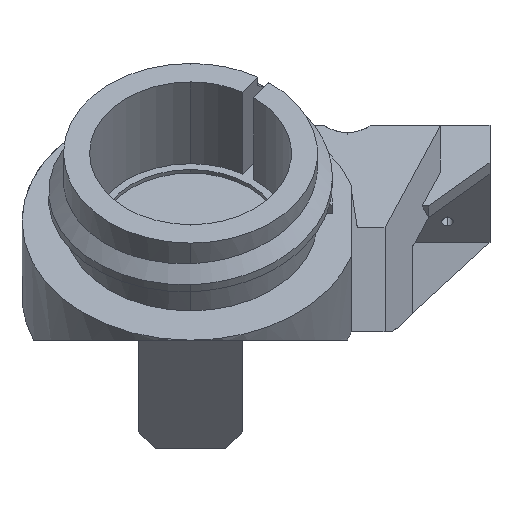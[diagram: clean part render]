
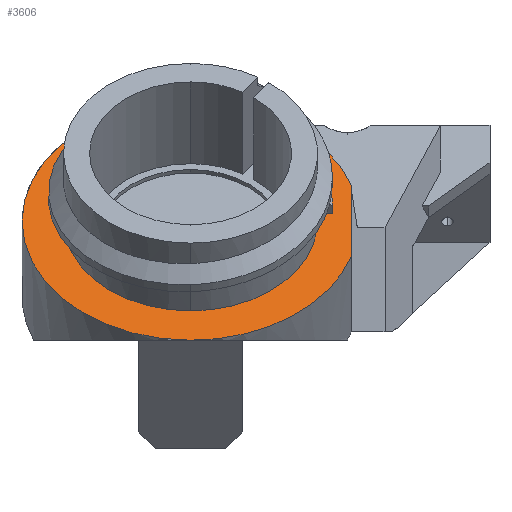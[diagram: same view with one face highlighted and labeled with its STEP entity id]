
A CAD part, left-side view. The second image highlights one B-rep face of the part: STEP entity #3606.
In plain terms, the highlighted planar face has unit normal (-0.707, 0, 0.707).
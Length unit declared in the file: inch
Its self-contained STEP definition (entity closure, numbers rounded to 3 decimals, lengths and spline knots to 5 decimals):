
#18 = CARTESIAN_POINT ( 'NONE',  ( -0.30729, -0.20386, -0.08105 ) ) ;
#63 = DIRECTION ( 'NONE',  ( -0.707, 0., 0.707 ) ) ;
#64 = CARTESIAN_POINT ( 'NONE',  ( -0.53781, 0., -0.31157 ) ) ;
#65 = AXIS2_PLACEMENT_3D ( 'NONE', #64, #63, #133 ) ;
#66 = CIRCLE ( 'NONE', #65, 0.3845 ) ;
#133 = DIRECTION ( 'NONE',  ( 0.707, 0., 0.707 ) ) ;
#342 = CARTESIAN_POINT ( 'NONE',  ( -0.80969, 0., -0.58346 ) ) ;
#343 = CARTESIAN_POINT ( 'NONE',  ( -0.26593, 0., -0.03969 ) ) ;
#344 = DIRECTION ( 'NONE',  ( 0.707, 0., 0.707 ) ) ;
#345 = DIRECTION ( 'NONE',  ( -0.707, 0., 0.707 ) ) ;
#346 = AXIS2_PLACEMENT_3D ( 'NONE', #351, #345, #344 ) ;
#347 = CIRCLE ( 'NONE', #346, 0.3845 ) ;
#351 = CARTESIAN_POINT ( 'NONE',  ( -0.53781, 0., -0.31157 ) ) ;
#385 = CARTESIAN_POINT ( 'NONE',  ( -0.25074, -0.30868, -0.02451 ) ) ;
#391 = CARTESIAN_POINT ( 'NONE',  ( -0.43084, -0.48705, -0.20461 ) ) ;
#392 = DIRECTION ( 'NONE',  ( 0.707, 0., 0.707 ) ) ;
#393 = DIRECTION ( 'NONE',  ( -0.707, 0., 0.707 ) ) ;
#394 = AXIS2_PLACEMENT_3D ( 'NONE', #401, #393, #392 ) ;
#395 = CIRCLE ( 'NONE', #394, 0.51 ) ;
#401 = CARTESIAN_POINT ( 'NONE',  ( -0.53781, 0., -0.31157 ) ) ;
#508 = DIRECTION ( 'NONE',  ( 0.707, 0., 0.707 ) ) ;
#509 = DIRECTION ( 'NONE',  ( -0.707, 0., 0.707 ) ) ;
#510 = CARTESIAN_POINT ( 'NONE',  ( -0.53781, 0., -0.31157 ) ) ;
#511 = AXIS2_PLACEMENT_3D ( 'NONE', #510, #509, #508 ) ;
#512 = CIRCLE ( 'NONE', #511, 0.51 ) ;
#661 = CARTESIAN_POINT ( 'NONE',  ( -0.89843, 0., -0.6722 ) ) ;
#1113 = DIRECTION ( 'NONE',  ( 0.707, 0., 0.707 ) ) ;
#1114 = DIRECTION ( 'NONE',  ( -0.707, 0., 0.707 ) ) ;
#1115 = CARTESIAN_POINT ( 'NONE',  ( -0.98232, 1., -0.75609 ) ) ;
#1116 = AXIS2_PLACEMENT_3D ( 'NONE', #1115, #1114, #1113 ) ;
#1117 = PLANE ( 'NONE',  #1116 ) ;
#1125 = FACE_OUTER_BOUND ( 'NONE', #3607, .T. ) ;
#1164 = CARTESIAN_POINT ( 'NONE',  ( -0.64478, -0.48705, -0.41854 ) ) ;
#1226 = DIRECTION ( 'NONE',  ( 0.707, 0., 0.707 ) ) ;
#1227 = DIRECTION ( 'NONE',  ( -0.707, 0., 0.707 ) ) ;
#1228 = AXIS2_PLACEMENT_3D ( 'NONE', #1250, #1227, #1226 ) ;
#1237 = CIRCLE ( 'NONE', #1228, 0.3845 ) ;
#1242 = CARTESIAN_POINT ( 'NONE',  ( -0.32351, -0.23662, -0.09727 ) ) ;
#1250 = CARTESIAN_POINT ( 'NONE',  ( -0.53781, 0., -0.31157 ) ) ;
#1251 = DIRECTION ( 'NONE',  ( 0.707, 0., 0.707 ) ) ;
#1252 = DIRECTION ( 'NONE',  ( -0.707, 0., 0.707 ) ) ;
#1253 = CARTESIAN_POINT ( 'NONE',  ( -0.53781, 0., -0.31157 ) ) ;
#1254 = AXIS2_PLACEMENT_3D ( 'NONE', #1253, #1252, #1251 ) ;
#1255 = CIRCLE ( 'NONE', #1254, 0.51 ) ;
#1273 = DIRECTION ( 'NONE',  ( -0.579, 0.574, -0.579 ) ) ;
#1274 = VECTOR ( 'NONE', #1273, 39.37008 ) ;
#1275 = CARTESIAN_POINT ( 'NONE',  ( -1.17643, 0.60797, -0.95019 ) ) ;
#1276 = LINE ( 'NONE', #1275, #1274 ) ;
#1318 = VECTOR ( 'NONE', #1389, 39.37008 ) ;
#1347 = LINE ( 'NONE', #1390, #1318 ) ;
#1389 = DIRECTION ( 'NONE',  ( 0.579, -0.574, 0.579 ) ) ;
#1390 = CARTESIAN_POINT ( 'NONE',  ( -1.1602, 0.64074, -0.93397 ) ) ;
#1401 = DIRECTION ( 'NONE',  ( -0.707, 0., -0.707 ) ) ;
#1402 = VECTOR ( 'NONE', #1401, 39.37008 ) ;
#1403 = CARTESIAN_POINT ( 'NONE',  ( -0.98232, -0.48705, -0.75609 ) ) ;
#1404 = LINE ( 'NONE', #1403, #1402 ) ;
#2693 = CARTESIAN_POINT ( 'NONE',  ( -0.23452, -0.27592, -0.00828 ) ) ;
#2694 = DIRECTION ( 'NONE',  ( 0.707, 0., 0.707 ) ) ;
#2695 = DIRECTION ( 'NONE',  ( -0.707, 0., 0.707 ) ) ;
#2696 = CARTESIAN_POINT ( 'NONE',  ( -0.53781, 0., -0.31157 ) ) ;
#2697 = AXIS2_PLACEMENT_3D ( 'NONE', #2696, #2695, #2694 ) ;
#2698 = CIRCLE ( 'NONE', #2697, 0.51 ) ;
#2699 = CARTESIAN_POINT ( 'NONE',  ( -0.17718, 0., 0.04905 ) ) ;
#3082 = VERTEX_POINT ( 'NONE', #2699 ) ;
#3084 = EDGE_CURVE ( 'NONE', #3085, #3082, #2698, .T. ) ;
#3085 = VERTEX_POINT ( 'NONE', #2693 ) ;
#3120 = VERTEX_POINT ( 'NONE', #18 ) ;
#3141 = EDGE_CURVE ( 'NONE', #3120, #3299, #66, .T. ) ;
#3298 = EDGE_CURVE ( 'NONE', #3299, #3300, #347, .T. ) ;
#3299 = VERTEX_POINT ( 'NONE', #343 ) ;
#3300 = VERTEX_POINT ( 'NONE', #342 ) ;
#3316 = EDGE_CURVE ( 'NONE', #3317, #3322, #395, .T. ) ;
#3317 = VERTEX_POINT ( 'NONE', #391 ) ;
#3322 = VERTEX_POINT ( 'NONE', #385 ) ;
#3376 = EDGE_CURVE ( 'NONE', #3082, #3421, #512, .T. ) ;
#3421 = VERTEX_POINT ( 'NONE', #661 ) ;
#3571 = VERTEX_POINT ( 'NONE', #1164 ) ;
#3606 = ADVANCED_FACE ( 'NONE', ( #1125 ), #1117, .T. ) ;
#3607 = EDGE_LOOP ( 'NONE', ( #3608, #3745, #3650, #3652, #3653, #3654, #3707, #3687, #3688, #3692 ) ) ;
#3608 = ORIENTED_EDGE ( 'NONE', *, *, #3744, .F. ) ;
#3630 = EDGE_CURVE ( 'NONE', #3300, #3644, #1237, .T. ) ;
#3644 = VERTEX_POINT ( 'NONE', #1242 ) ;
#3650 = ORIENTED_EDGE ( 'NONE', *, *, #3651, .T. ) ;
#3651 = EDGE_CURVE ( 'NONE', #3322, #3644, #1276, .T. ) ;
#3652 = ORIENTED_EDGE ( 'NONE', *, *, #3630, .F. ) ;
#3653 = ORIENTED_EDGE ( 'NONE', *, *, #3298, .F. ) ;
#3654 = ORIENTED_EDGE ( 'NONE', *, *, #3141, .F. ) ;
#3674 = EDGE_CURVE ( 'NONE', #3421, #3571, #1255, .T. ) ;
#3687 = ORIENTED_EDGE ( 'NONE', *, *, #3084, .T. ) ;
#3688 = ORIENTED_EDGE ( 'NONE', *, *, #3376, .T. ) ;
#3692 = ORIENTED_EDGE ( 'NONE', *, *, #3674, .T. ) ;
#3707 = ORIENTED_EDGE ( 'NONE', *, *, #3708, .T. ) ;
#3708 = EDGE_CURVE ( 'NONE', #3120, #3085, #1347, .T. ) ;
#3744 = EDGE_CURVE ( 'NONE', #3317, #3571, #1404, .T. ) ;
#3745 = ORIENTED_EDGE ( 'NONE', *, *, #3316, .T. ) ;
